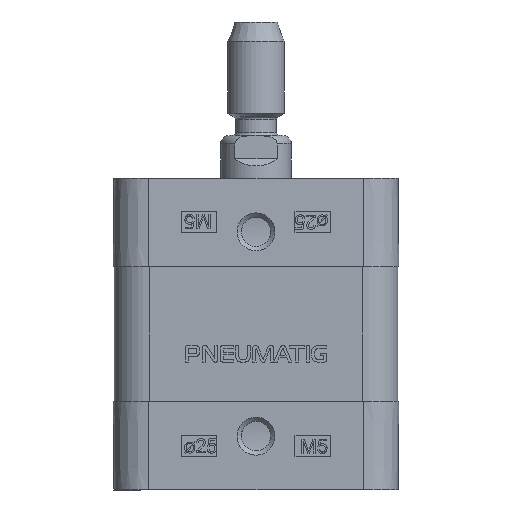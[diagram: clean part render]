
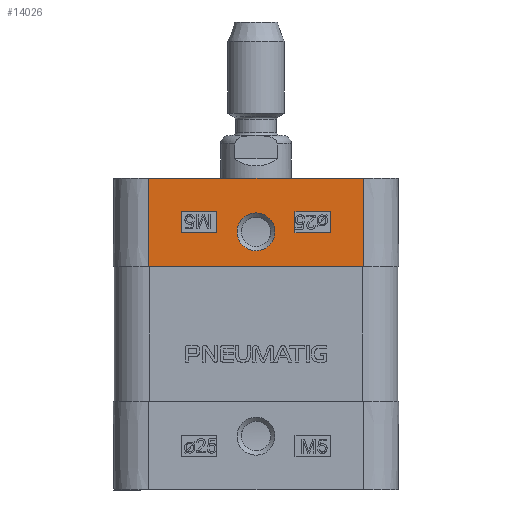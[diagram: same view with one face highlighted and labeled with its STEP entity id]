
A CAD part, left-side view. The second image highlights one B-rep face of the part: STEP entity #14026.
In plain terms, the highlighted face is planar.
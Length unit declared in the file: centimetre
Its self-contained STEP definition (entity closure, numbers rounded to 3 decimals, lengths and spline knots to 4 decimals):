
#880=LINE($,#21937,#2131);
#883=LINE($,#21943,#2134);
#886=LINE($,#21949,#2137);
#889=LINE($,#21953,#2140);
#891=LINE($,#21959,#2142);
#893=LINE($,#21963,#2144);
#895=LINE($,#21967,#2146);
#897=LINE($,#21970,#2148);
#899=LINE($,#22084,#2150);
#900=LINE($,#22086,#2151);
#901=LINE($,#22088,#2152);
#902=LINE($,#22089,#2153);
#2131=VECTOR($,#17104,0.3);
#2134=VECTOR($,#17109,0.5);
#2137=VECTOR($,#17114,0.3);
#2140=VECTOR($,#17119,0.5);
#2142=VECTOR($,#17125,0.3);
#2144=VECTOR($,#17129,0.5);
#2146=VECTOR($,#17133,0.3);
#2148=VECTOR($,#17137,0.5);
#2150=VECTOR($,#17145,3.03);
#2151=VECTOR($,#17146,1.25);
#2152=VECTOR($,#17147,3.03);
#2153=VECTOR($,#17148,1.25);
#2930=B_SPLINE_CURVE_WITH_KNOTS($,3,(#22037,#22038,#22039,#22040,#22041,
#22042,#22043,#22044,#22045,#22046,#22047,#22048,#22049,#22050,#22051,#22052,
#22053,#22054,#22055,#22056,#22057,#22058,#22059,#22060,#22061,#22062,#22063,
#22064,#22065,#22066,#22067,#22068,#22069,#22070,#22071,#22072,#22073,#22074,
#22075,#22076,#22077,#22078,#22079),.UNSPECIFIED.,.T.,.F.,(4,3,3,3,3,3,
3,3,3,3,3,3,3,3,4),(0.,0.1199,0.2753,0.427,
0.6322,0.7375,0.9143,0.9846,
1.124,1.3055,1.5099,1.6035,1.7686,
1.8422,1.9622),.UNSPECIFIED.);
#3595=PLANE($,#14968);
#3865=FACE_BOUND($,#5277,.T.);
#3866=FACE_BOUND($,#5278,.T.);
#3867=FACE_BOUND($,#5279,.T.);
#4363=FACE_OUTER_BOUND($,#5276,.T.);
#5276=EDGE_LOOP($,(#11601,#11602,#11603,#11604));
#5277=EDGE_LOOP($,(#11605,#11606,#11607,#11608));
#5278=EDGE_LOOP($,(#11609,#11610,#11611,#11612));
#5279=EDGE_LOOP($,(#11613));
#6767=VERTEX_POINT($,#21934);
#6768=VERTEX_POINT($,#21936);
#6770=VERTEX_POINT($,#21942);
#6772=VERTEX_POINT($,#21948);
#6773=VERTEX_POINT($,#21956);
#6774=VERTEX_POINT($,#21958);
#6775=VERTEX_POINT($,#21962);
#6776=VERTEX_POINT($,#21966);
#6777=VERTEX_POINT($,#22012);
#6779=VERTEX_POINT($,#22082);
#6780=VERTEX_POINT($,#22083);
#6781=VERTEX_POINT($,#22085);
#6782=VERTEX_POINT($,#22087);
#8487=EDGE_CURVE($,#6768,#6767,#880,.T.);
#8490=EDGE_CURVE($,#6770,#6768,#883,.T.);
#8493=EDGE_CURVE($,#6772,#6770,#886,.T.);
#8496=EDGE_CURVE($,#6767,#6772,#889,.T.);
#8498=EDGE_CURVE($,#6774,#6773,#891,.T.);
#8500=EDGE_CURVE($,#6775,#6774,#893,.T.);
#8502=EDGE_CURVE($,#6776,#6775,#895,.T.);
#8504=EDGE_CURVE($,#6773,#6776,#897,.T.);
#8507=EDGE_CURVE($,#6777,#6777,#2930,.T.);
#8508=EDGE_CURVE($,#6779,#6780,#899,.T.);
#8509=EDGE_CURVE($,#6781,#6780,#900,.T.);
#8510=EDGE_CURVE($,#6781,#6782,#901,.T.);
#8511=EDGE_CURVE($,#6782,#6779,#902,.T.);
#11601=ORIENTED_EDGE($,*,*,#8508,.T.);
#11602=ORIENTED_EDGE($,*,*,#8509,.F.);
#11603=ORIENTED_EDGE($,*,*,#8510,.T.);
#11604=ORIENTED_EDGE($,*,*,#8511,.T.);
#11605=ORIENTED_EDGE($,*,*,#8487,.T.);
#11606=ORIENTED_EDGE($,*,*,#8496,.T.);
#11607=ORIENTED_EDGE($,*,*,#8493,.T.);
#11608=ORIENTED_EDGE($,*,*,#8490,.T.);
#11609=ORIENTED_EDGE($,*,*,#8498,.T.);
#11610=ORIENTED_EDGE($,*,*,#8504,.T.);
#11611=ORIENTED_EDGE($,*,*,#8502,.T.);
#11612=ORIENTED_EDGE($,*,*,#8500,.T.);
#11613=ORIENTED_EDGE($,*,*,#8507,.F.);
#14026=ADVANCED_FACE($,(#4363,#3865,#3866,#3867),#3595,.T.);
#14968=AXIS2_PLACEMENT_3D($,#22081,#17143,#17144);
#17104=DIRECTION($,(-0.009,0.,-1.));
#17109=DIRECTION($,(0.,-1.,0.));
#17114=DIRECTION($,(0.009,0.,1.));
#17119=DIRECTION($,(0.,1.,0.));
#17125=DIRECTION($,(-0.009,0.,-1.));
#17129=DIRECTION($,(0.,-1.,0.));
#17133=DIRECTION($,(0.009,0.,1.));
#17137=DIRECTION($,(0.,1.,0.));
#17143=DIRECTION('center_axis',(-1.,0.,0.009));
#17144=DIRECTION('ref_axis',(0.009,0.,1.));
#17145=DIRECTION($,(0.,1.,0.));
#17146=DIRECTION($,(0.009,0.,1.));
#17147=DIRECTION($,(0.,-1.,0.));
#17148=DIRECTION($,(0.009,0.,1.));
#21934=CARTESIAN_POINT('',(-2.0109,0.55,3.625));
#21936=CARTESIAN_POINT('',(-2.0082,0.55,3.925));
#21937=CARTESIAN_POINT($,(-2.0082,0.55,3.925));
#21942=CARTESIAN_POINT('',(-2.0082,1.05,3.925));
#21943=CARTESIAN_POINT($,(-2.0082,1.05,3.925));
#21948=CARTESIAN_POINT('',(-2.0109,1.05,3.625));
#21949=CARTESIAN_POINT($,(-2.0109,1.05,3.625));
#21953=CARTESIAN_POINT($,(-2.0109,0.55,3.625));
#21956=CARTESIAN_POINT('',(-2.0109,-1.05,3.625));
#21958=CARTESIAN_POINT('',(-2.0082,-1.05,3.925));
#21959=CARTESIAN_POINT($,(-2.0082,-1.05,3.925));
#21962=CARTESIAN_POINT('',(-2.0082,-0.55,3.925));
#21963=CARTESIAN_POINT($,(-2.0082,-0.55,3.925));
#21966=CARTESIAN_POINT('',(-2.0109,-0.55,3.625));
#21967=CARTESIAN_POINT($,(-2.0109,-0.55,3.625));
#21970=CARTESIAN_POINT($,(-2.0109,-1.05,3.625));
#22012=CARTESIAN_POINT('',(-2.0131,0.0001,3.3731));
#22037=CARTESIAN_POINT('Ctrl Pts',(-2.0084,0.0002,
3.9075));
#22038=CARTESIAN_POINT('Ctrl Pts',(-2.0084,0.0402,
3.9076));
#22039=CARTESIAN_POINT('Ctrl Pts',(-2.0085,0.0812,
3.8985));
#22040=CARTESIAN_POINT('Ctrl Pts',(-2.0086,0.1161,
3.8817));
#22041=CARTESIAN_POINT('Ctrl Pts',(-2.0088,0.1614,
3.8599));
#22042=CARTESIAN_POINT('Ctrl Pts',(-2.009,0.1897,
3.8323));
#22043=CARTESIAN_POINT('Ctrl Pts',(-2.0093,0.213,
3.8014));
#22044=CARTESIAN_POINT('Ctrl Pts',(-2.0096,0.2357,3.7712));
#22045=CARTESIAN_POINT('Ctrl Pts',(-2.0099,0.2523,
3.7362));
#22046=CARTESIAN_POINT('Ctrl Pts',(-2.0102,0.2606,
3.7001));
#22047=CARTESIAN_POINT('Ctrl Pts',(-2.0106,0.2718,
3.6511));
#22048=CARTESIAN_POINT('Ctrl Pts',(-2.0111,0.2683,
3.5979));
#22049=CARTESIAN_POINT('Ctrl Pts',(-2.0115,0.2512,
3.5497));
#22050=CARTESIAN_POINT('Ctrl Pts',(-2.0117,0.2425,
3.5249));
#22051=CARTESIAN_POINT('Ctrl Pts',(-2.012,0.2296,
3.4992));
#22052=CARTESIAN_POINT('Ctrl Pts',(-2.0122,0.2094,3.4738));
#22053=CARTESIAN_POINT('Ctrl Pts',(-2.0125,0.1755,
3.4312));
#22054=CARTESIAN_POINT('Ctrl Pts',(-2.0128,0.1233,
3.397));
#22055=CARTESIAN_POINT('Ctrl Pts',(-2.013,0.0678,
3.3822));
#22056=CARTESIAN_POINT('Ctrl Pts',(-2.013,0.0457,
3.3762));
#22057=CARTESIAN_POINT('Ctrl Pts',(-2.0131,0.0224,
3.3731));
#22058=CARTESIAN_POINT('Ctrl Pts',(-2.0131,0.0001,
3.3731));
#22059=CARTESIAN_POINT('Ctrl Pts',(-2.0131,-0.044,
3.3731));
#22060=CARTESIAN_POINT('Ctrl Pts',(-2.013,-0.0779,
3.3832));
#22061=CARTESIAN_POINT('Ctrl Pts',(-2.0128,-0.1079,
3.3965));
#22062=CARTESIAN_POINT('Ctrl Pts',(-2.0127,-0.1469,
3.4138));
#22063=CARTESIAN_POINT('Ctrl Pts',(-2.0125,-0.1817,
3.4395));
#22064=CARTESIAN_POINT('Ctrl Pts',(-2.0122,-0.2091,
3.4738));
#22065=CARTESIAN_POINT('Ctrl Pts',(-2.0118,-0.24,
3.5125));
#22066=CARTESIAN_POINT('Ctrl Pts',(-2.0114,-0.2619,
3.566));
#22067=CARTESIAN_POINT('Ctrl Pts',(-2.0109,-0.2665,
3.6198));
#22068=CARTESIAN_POINT('Ctrl Pts',(-2.0107,-0.2686,
3.6444));
#22069=CARTESIAN_POINT('Ctrl Pts',(-2.0105,-0.2677,
3.6712));
#22070=CARTESIAN_POINT('Ctrl Pts',(-2.0102,-0.2611,
3.7001));
#22071=CARTESIAN_POINT('Ctrl Pts',(-2.0098,-0.2494,
3.751));
#22072=CARTESIAN_POINT('Ctrl Pts',(-2.0093,-0.2188,
3.8029));
#22073=CARTESIAN_POINT('Ctrl Pts',(-2.009,-0.1775,3.84));
#22074=CARTESIAN_POINT('Ctrl Pts',(-2.0088,-0.159,
3.8565));
#22075=CARTESIAN_POINT('Ctrl Pts',(-2.0087,-0.1383,
3.8706));
#22076=CARTESIAN_POINT('Ctrl Pts',(-2.0086,-0.116,
3.8813));
#22077=CARTESIAN_POINT('Ctrl Pts',(-2.0085,-0.0797,
3.8988));
#22078=CARTESIAN_POINT('Ctrl Pts',(-2.0084,-0.0398,
3.9074));
#22079=CARTESIAN_POINT('Ctrl Pts',(-2.0084,0.0002,
3.9075));
#22081=CARTESIAN_POINT('Origin',(-2.015,-1.515,3.15));
#22082=CARTESIAN_POINT('',(-2.0041,-1.515,4.4));
#22083=CARTESIAN_POINT('',(-2.0041,1.515,4.4));
#22084=CARTESIAN_POINT($,(-2.0041,-1.515,4.4));
#22085=CARTESIAN_POINT('',(-2.015,1.515,3.15));
#22086=CARTESIAN_POINT($,(-2.015,1.515,3.15));
#22087=CARTESIAN_POINT('',(-2.015,-1.515,3.15));
#22088=CARTESIAN_POINT($,(-2.015,1.515,3.15));
#22089=CARTESIAN_POINT($,(-2.015,-1.515,3.15));
